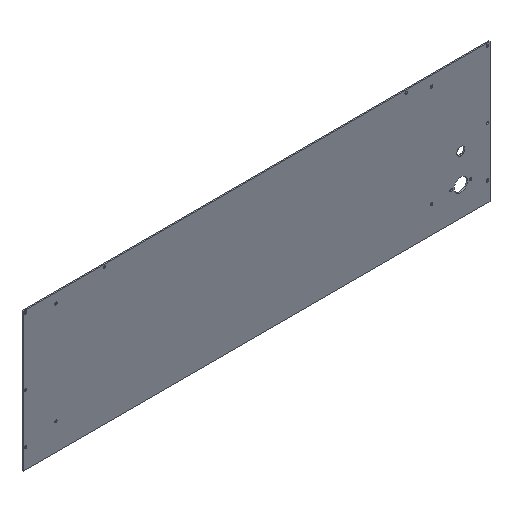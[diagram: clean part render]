
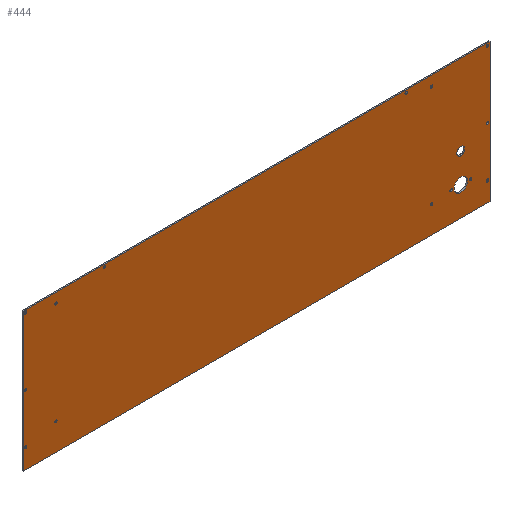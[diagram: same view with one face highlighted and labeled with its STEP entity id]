
A CAD part, isometric view. The second image highlights one B-rep face of the part: STEP entity #444.
In plain terms, the highlighted planar face has unit normal (0, -1, 0).
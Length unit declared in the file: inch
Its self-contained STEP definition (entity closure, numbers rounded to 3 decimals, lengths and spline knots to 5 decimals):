
#16=LINE('',#734,#32);
#17=LINE('',#736,#33);
#18=LINE('',#738,#34);
#19=LINE('',#739,#35);
#20=LINE('',#743,#36);
#32=VECTOR('',#621,39.37008);
#33=VECTOR('',#622,39.37008);
#34=VECTOR('',#623,39.37008);
#35=VECTOR('',#624,39.37008);
#36=VECTOR('',#627,39.37008);
#48=PLANE('',#517);
#70=FACE_BOUND('',#156,.T.);
#71=FACE_BOUND('',#157,.T.);
#72=FACE_BOUND('',#158,.T.);
#73=FACE_BOUND('',#159,.T.);
#74=FACE_BOUND('',#160,.T.);
#75=FACE_BOUND('',#161,.T.);
#76=FACE_BOUND('',#162,.T.);
#77=FACE_BOUND('',#163,.T.);
#78=FACE_BOUND('',#164,.T.);
#79=FACE_BOUND('',#165,.T.);
#80=FACE_BOUND('',#166,.T.);
#81=FACE_BOUND('',#167,.T.);
#82=FACE_BOUND('',#168,.T.);
#83=FACE_BOUND('',#169,.T.);
#84=FACE_BOUND('',#170,.T.);
#85=FACE_BOUND('',#171,.T.);
#117=FACE_OUTER_BOUND('',#155,.T.);
#155=EDGE_LOOP('',(#347,#348,#349,#350));
#156=EDGE_LOOP('',(#351));
#157=EDGE_LOOP('',(#352));
#158=EDGE_LOOP('',(#353));
#159=EDGE_LOOP('',(#354));
#160=EDGE_LOOP('',(#355));
#161=EDGE_LOOP('',(#356));
#162=EDGE_LOOP('',(#357));
#163=EDGE_LOOP('',(#358));
#164=EDGE_LOOP('',(#359,#360));
#165=EDGE_LOOP('',(#361));
#166=EDGE_LOOP('',(#362));
#167=EDGE_LOOP('',(#363));
#168=EDGE_LOOP('',(#364));
#169=EDGE_LOOP('',(#365));
#170=EDGE_LOOP('',(#366));
#171=EDGE_LOOP('',(#367));
#196=CIRCLE('',#474,0.125);
#198=CIRCLE('',#477,0.125);
#200=CIRCLE('',#480,0.125);
#202=CIRCLE('',#483,0.6875);
#204=CIRCLE('',#486,0.125);
#206=CIRCLE('',#489,0.125);
#208=CIRCLE('',#492,0.125);
#210=CIRCLE('',#495,0.125);
#212=CIRCLE('',#498,0.125);
#214=CIRCLE('',#501,0.125);
#216=CIRCLE('',#504,0.125);
#218=CIRCLE('',#507,0.125);
#220=CIRCLE('',#510,0.125);
#222=CIRCLE('',#513,0.125);
#224=CIRCLE('',#516,0.125);
#225=CIRCLE('',#518,0.4095);
#228=VERTEX_POINT('',#659);
#230=VERTEX_POINT('',#664);
#232=VERTEX_POINT('',#669);
#234=VERTEX_POINT('',#674);
#236=VERTEX_POINT('',#679);
#238=VERTEX_POINT('',#684);
#240=VERTEX_POINT('',#689);
#242=VERTEX_POINT('',#694);
#244=VERTEX_POINT('',#699);
#246=VERTEX_POINT('',#704);
#248=VERTEX_POINT('',#709);
#250=VERTEX_POINT('',#714);
#252=VERTEX_POINT('',#719);
#254=VERTEX_POINT('',#724);
#256=VERTEX_POINT('',#729);
#257=VERTEX_POINT('',#732);
#258=VERTEX_POINT('',#733);
#259=VERTEX_POINT('',#735);
#260=VERTEX_POINT('',#737);
#261=VERTEX_POINT('',#740);
#262=VERTEX_POINT('',#741);
#270=EDGE_CURVE('',#228,#228,#196,.T.);
#272=EDGE_CURVE('',#230,#230,#198,.T.);
#274=EDGE_CURVE('',#232,#232,#200,.T.);
#276=EDGE_CURVE('',#234,#234,#202,.T.);
#278=EDGE_CURVE('',#236,#236,#204,.T.);
#280=EDGE_CURVE('',#238,#238,#206,.T.);
#282=EDGE_CURVE('',#240,#240,#208,.T.);
#284=EDGE_CURVE('',#242,#242,#210,.T.);
#286=EDGE_CURVE('',#244,#244,#212,.T.);
#288=EDGE_CURVE('',#246,#246,#214,.T.);
#290=EDGE_CURVE('',#248,#248,#216,.T.);
#292=EDGE_CURVE('',#250,#250,#218,.T.);
#294=EDGE_CURVE('',#252,#252,#220,.T.);
#296=EDGE_CURVE('',#254,#254,#222,.T.);
#298=EDGE_CURVE('',#256,#256,#224,.T.);
#299=EDGE_CURVE('',#257,#258,#16,.T.);
#300=EDGE_CURVE('',#259,#257,#17,.T.);
#301=EDGE_CURVE('',#260,#259,#18,.T.);
#302=EDGE_CURVE('',#258,#260,#19,.T.);
#303=EDGE_CURVE('',#261,#262,#225,.T.);
#304=EDGE_CURVE('',#262,#261,#20,.T.);
#347=ORIENTED_EDGE('',*,*,#299,.F.);
#348=ORIENTED_EDGE('',*,*,#300,.F.);
#349=ORIENTED_EDGE('',*,*,#301,.F.);
#350=ORIENTED_EDGE('',*,*,#302,.F.);
#351=ORIENTED_EDGE('',*,*,#290,.F.);
#352=ORIENTED_EDGE('',*,*,#292,.F.);
#353=ORIENTED_EDGE('',*,*,#294,.F.);
#354=ORIENTED_EDGE('',*,*,#296,.F.);
#355=ORIENTED_EDGE('',*,*,#298,.F.);
#356=ORIENTED_EDGE('',*,*,#270,.F.);
#357=ORIENTED_EDGE('',*,*,#272,.F.);
#358=ORIENTED_EDGE('',*,*,#274,.F.);
#359=ORIENTED_EDGE('',*,*,#303,.F.);
#360=ORIENTED_EDGE('',*,*,#304,.F.);
#361=ORIENTED_EDGE('',*,*,#276,.F.);
#362=ORIENTED_EDGE('',*,*,#278,.F.);
#363=ORIENTED_EDGE('',*,*,#280,.F.);
#364=ORIENTED_EDGE('',*,*,#282,.F.);
#365=ORIENTED_EDGE('',*,*,#284,.F.);
#366=ORIENTED_EDGE('',*,*,#286,.F.);
#367=ORIENTED_EDGE('',*,*,#288,.F.);
#444=ADVANCED_FACE('',(#117,#70,#71,#72,#73,#74,#75,#76,#77,#78,#79,#80,
#81,#82,#83,#84,#85),#48,.F.);
#474=AXIS2_PLACEMENT_3D('',#660,#533,#534);
#477=AXIS2_PLACEMENT_3D('',#665,#539,#540);
#480=AXIS2_PLACEMENT_3D('',#670,#545,#546);
#483=AXIS2_PLACEMENT_3D('',#675,#551,#552);
#486=AXIS2_PLACEMENT_3D('',#680,#557,#558);
#489=AXIS2_PLACEMENT_3D('',#685,#563,#564);
#492=AXIS2_PLACEMENT_3D('',#690,#569,#570);
#495=AXIS2_PLACEMENT_3D('',#695,#575,#576);
#498=AXIS2_PLACEMENT_3D('',#700,#581,#582);
#501=AXIS2_PLACEMENT_3D('',#705,#587,#588);
#504=AXIS2_PLACEMENT_3D('',#710,#593,#594);
#507=AXIS2_PLACEMENT_3D('',#715,#599,#600);
#510=AXIS2_PLACEMENT_3D('',#720,#605,#606);
#513=AXIS2_PLACEMENT_3D('',#725,#611,#612);
#516=AXIS2_PLACEMENT_3D('',#730,#617,#618);
#517=AXIS2_PLACEMENT_3D('',#731,#619,#620);
#518=AXIS2_PLACEMENT_3D('',#742,#625,#626);
#533=DIRECTION('center_axis',(0.,-1.,0.));
#534=DIRECTION('ref_axis',(1.,0.,0.));
#539=DIRECTION('center_axis',(0.,-1.,0.));
#540=DIRECTION('ref_axis',(1.,0.,0.));
#545=DIRECTION('center_axis',(0.,-1.,0.));
#546=DIRECTION('ref_axis',(1.,0.,0.));
#551=DIRECTION('center_axis',(0.,-1.,0.));
#552=DIRECTION('ref_axis',(1.,0.,0.));
#557=DIRECTION('center_axis',(0.,-1.,0.));
#558=DIRECTION('ref_axis',(1.,0.,0.));
#563=DIRECTION('center_axis',(0.,-1.,0.));
#564=DIRECTION('ref_axis',(1.,0.,0.));
#569=DIRECTION('center_axis',(0.,-1.,0.));
#570=DIRECTION('ref_axis',(1.,0.,0.));
#575=DIRECTION('center_axis',(0.,-1.,0.));
#576=DIRECTION('ref_axis',(1.,0.,0.));
#581=DIRECTION('center_axis',(0.,-1.,0.));
#582=DIRECTION('ref_axis',(1.,0.,0.));
#587=DIRECTION('center_axis',(0.,-1.,0.));
#588=DIRECTION('ref_axis',(1.,0.,0.));
#593=DIRECTION('center_axis',(0.,-1.,0.));
#594=DIRECTION('ref_axis',(1.,0.,0.));
#599=DIRECTION('center_axis',(0.,-1.,0.));
#600=DIRECTION('ref_axis',(1.,0.,0.));
#605=DIRECTION('center_axis',(0.,-1.,0.));
#606=DIRECTION('ref_axis',(1.,0.,0.));
#611=DIRECTION('center_axis',(0.,-1.,0.));
#612=DIRECTION('ref_axis',(1.,0.,0.));
#617=DIRECTION('center_axis',(0.,-1.,0.));
#618=DIRECTION('ref_axis',(1.,0.,0.));
#619=DIRECTION('center_axis',(0.,1.,0.));
#620=DIRECTION('ref_axis',(-1.,0.,0.));
#621=DIRECTION('',(-1.,0.,0.));
#622=DIRECTION('',(0.,0.,-1.));
#623=DIRECTION('',(1.,0.,0.));
#624=DIRECTION('',(0.,0.,1.));
#625=DIRECTION('center_axis',(0.,-1.,0.));
#626=DIRECTION('ref_axis',(1.,0.,0.));
#627=DIRECTION('',(0.,0.,1.));
#659=CARTESIAN_POINT('',(-5.875,14.,70.375));
#660=CARTESIAN_POINT('Origin',(-6.,14.,70.375));
#664=CARTESIAN_POINT('',(-5.875,14.,59.875));
#665=CARTESIAN_POINT('Origin',(-6.,14.,59.875));
#669=CARTESIAN_POINT('',(-44.5236,14.,70.375));
#670=CARTESIAN_POINT('Origin',(-44.6486,14.,70.375));
#674=CARTESIAN_POINT('',(-2.3125,14.,60.125));
#675=CARTESIAN_POINT('Origin',(-3.,14.,60.125));
#679=CARTESIAN_POINT('',(-3.875,14.,60.125));
#680=CARTESIAN_POINT('Origin',(-4.,14.,60.125));
#684=CARTESIAN_POINT('',(-1.875,14.,60.125));
#685=CARTESIAN_POINT('Origin',(-2.,14.,60.125));
#689=CARTESIAN_POINT('',(-0.125,14.,64.25));
#690=CARTESIAN_POINT('Origin',(-0.25,14.,64.25));
#694=CARTESIAN_POINT('',(-0.125,14.,59.12756));
#695=CARTESIAN_POINT('Origin',(-0.25,14.,59.12756));
#699=CARTESIAN_POINT('',(-8.5,14.,71.125));
#700=CARTESIAN_POINT('Origin',(-8.625,14.,71.125));
#704=CARTESIAN_POINT('',(-0.125,14.,71.125));
#705=CARTESIAN_POINT('Origin',(-0.25,14.,71.125));
#709=CARTESIAN_POINT('',(-47.625,14.,59.12756));
#710=CARTESIAN_POINT('Origin',(-47.75,14.,59.12756));
#714=CARTESIAN_POINT('',(-39.5,14.,71.125));
#715=CARTESIAN_POINT('Origin',(-39.625,14.,71.125));
#719=CARTESIAN_POINT('',(-47.625,14.,64.25));
#720=CARTESIAN_POINT('Origin',(-47.75,14.,64.25));
#724=CARTESIAN_POINT('',(-47.625,14.,71.125));
#725=CARTESIAN_POINT('Origin',(-47.75,14.,71.125));
#729=CARTESIAN_POINT('',(-44.5236,14.,59.875));
#730=CARTESIAN_POINT('Origin',(-44.6486,14.,59.875));
#731=CARTESIAN_POINT('Origin',(-23.9375,14.,64.25));
#732=CARTESIAN_POINT('',(0.,14.,57.125));
#733=CARTESIAN_POINT('',(-48.,14.,57.125));
#734=CARTESIAN_POINT('',(-23.9375,14.,57.125));
#735=CARTESIAN_POINT('',(0.,14.,71.375));
#736=CARTESIAN_POINT('',(0.,14.,64.25));
#737=CARTESIAN_POINT('',(-48.,14.,71.375));
#738=CARTESIAN_POINT('',(-23.9375,14.,71.375));
#739=CARTESIAN_POINT('',(-48.,14.,64.25));
#740=CARTESIAN_POINT('',(-2.6455,14.,63.32999));
#741=CARTESIAN_POINT('',(-2.6455,14.,62.92001));
#742=CARTESIAN_POINT('Origin',(-3.,14.,63.125));
#743=CARTESIAN_POINT('',(-2.6455,14.,64.25));
